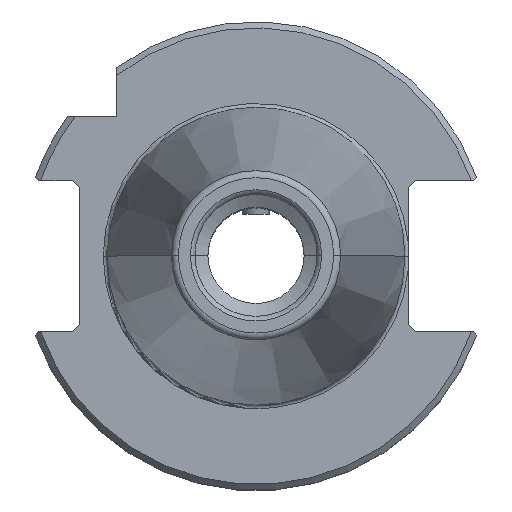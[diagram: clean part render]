
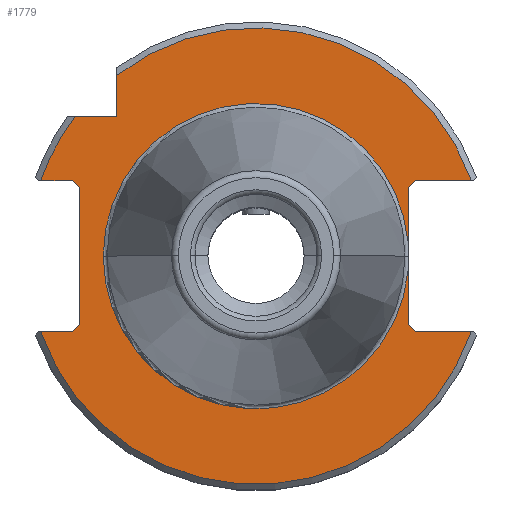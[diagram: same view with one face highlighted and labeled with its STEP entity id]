
A CAD part, top view. The second image highlights one B-rep face of the part: STEP entity #1779.
In plain terms, the highlighted planar face has unit normal (0, 0, 1).
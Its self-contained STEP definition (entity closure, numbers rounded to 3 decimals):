
#965=VERTEX_POINT('NONE',#2624);
#979=VERTEX_POINT('NONE',#2639);
#991=VERTEX_POINT('NONE',#2652);
#995=VERTEX_POINT('NONE',#2657);
#1057=VERTEX_POINT('NONE',#2728);
#1065=EDGE_CURVE('NONE',#1983,#979,#2736,.T.);
#1203=EDGE_CURVE('NONE',#1469,#1507,#2889,.T.);
#1253=EDGE_CURVE('NONE',#1885,#1295,#2944,.T.);
#1295=VERTEX_POINT('NONE',#2993);
#1303=VERTEX_POINT('NONE',#3002);
#1341=EDGE_CURVE('NONE',#1295,#2373,#3041,.T.);
#1405=EDGE_CURVE('NONE',#1983,#2185,#3112,.T.);
#1469=VERTEX_POINT('NONE',#3181);
#1507=VERTEX_POINT('NONE',#3224);
#1625=VERTEX_POINT('NONE',#3359);
#1643=EDGE_CURVE('NONE',#995,#1469,#3377,.T.);
#1739=EDGE_CURVE('NONE',#991,#1303,#3481,.T.);
#1755=VERTEX_POINT('NONE',#3497);
#1779=ADVANCED_FACE('NONE',(#3521),#3522,.F.);
#1781=EDGE_CURVE('NONE',#2339,#1625,#3524,.T.);
#1885=VERTEX_POINT('NONE',#3643);
#1889=EDGE_CURVE('NONE',#1057,#965,#3648,.T.);
#1893=EDGE_CURVE('NONE',#991,#1755,#3653,.T.);
#1983=VERTEX_POINT('NONE',#3754);
#2005=EDGE_CURVE('NONE',#2421,#1755,#3781,.T.);
#2015=EDGE_CURVE('NONE',#2185,#2409,#3792,.T.);
#2019=EDGE_CURVE('NONE',#965,#2373,#3796,.T.);
#2151=EDGE_CURVE('NONE',#1057,#1303,#3939,.T.);
#2185=VERTEX_POINT('NONE',#3976);
#2195=EDGE_CURVE('NONE',#2339,#995,#3986,.T.);
#2325=EDGE_CURVE('NONE',#1507,#2409,#4129,.T.);
#2339=VERTEX_POINT('NONE',#4144);
#2371=EDGE_CURVE('NONE',#2421,#1625,#4178,.T.);
#2373=VERTEX_POINT('NONE',#4180);
#2409=VERTEX_POINT('NONE',#4220);
#2421=VERTEX_POINT('NONE',#4234);
#2441=EDGE_CURVE('NONE',#979,#1885,#4255,.T.);
#2624=CARTESIAN_POINT('',(-14.85,14.85,-3.2));
#2639=CARTESIAN_POINT('',(16.2,7.3,-3.2));
#2652=CARTESIAN_POINT('',(-19.55,8.05,-3.2));
#2657=CARTESIAN_POINT('',(22.954,-8.05,-3.2));
#2728=CARTESIAN_POINT('',(-19.266,14.85,-3.2));
#2736=LINE('',#4662,#4663);
#2889=LINE('',#4922,#4923);
#2944=LINE('',#5012,#5013);
#2993=CARTESIAN_POINT('',(22.954,8.05,-3.2));
#3002=CARTESIAN_POINT('',(-22.954,8.05,-3.2));
#3041=CIRCLE('',#5169,24.325);
#3112=CIRCLE('',#5268,16.275);
#3181=CARTESIAN_POINT('',(16.95,-8.05,-3.2));
#3224=CARTESIAN_POINT('',(16.2,-7.3,-3.2));
#3359=CARTESIAN_POINT('',(-19.55,-8.05,-3.2));
#3377=LINE('',#5702,#5703);
#3481=LINE('',#5897,#5898);
#3497=CARTESIAN_POINT('',(-18.8,7.3,-3.2));
#3521=FACE_OUTER_BOUND('',#5956,.T.);
#3522=PLANE('',#5957);
#3524=LINE('',#5960,#5961);
#3643=CARTESIAN_POINT('',(16.95,8.05,-3.2));
#3648=LINE('',#6138,#6139);
#3653=LINE('',#6145,#6146);
#3754=CARTESIAN_POINT('',(16.2,1.561,-3.2));
#3781=LINE('',#6336,#6337);
#3792=CIRCLE('',#6352,16.275);
#3796=LINE('',#6357,#6358);
#3939=CIRCLE('',#6591,24.325);
#3976=CARTESIAN_POINT('',(-16.275,0.0,-3.2));
#3986=CIRCLE('',#6659,24.325);
#4129=LINE('',#6846,#6847);
#4144=CARTESIAN_POINT('',(-22.954,-8.05,-3.2));
#4178=LINE('',#6917,#6918);
#4180=CARTESIAN_POINT('',(-14.85,19.266,-3.2));
#4220=CARTESIAN_POINT('',(16.2,-1.561,-3.2));
#4234=CARTESIAN_POINT('',(-18.8,-7.3,-3.2));
#4255=LINE('',#7022,#7023);
#4662=CARTESIAN_POINT('',(16.2,-16.275,-3.2));
#4663=VECTOR('',#7394,1000.0);
#4922=CARTESIAN_POINT('',(12.587,-3.687,-3.2));
#4923=VECTOR('',#7572,1000.0);
#5012=CARTESIAN_POINT('',(0.0,8.05,-3.2));
#5013=VECTOR('',#7624,1000.0);
#5169=AXIS2_PLACEMENT_3D('',#7713,#7714,#7715);
#5268=AXIS2_PLACEMENT_3D('',#7806,#7807,#7808);
#5702=CARTESIAN_POINT('',(0.0,-8.05,-3.2));
#5703=VECTOR('',#8127,1000.0);
#5897=CARTESIAN_POINT('',(0.0,8.05,-3.2));
#5898=VECTOR('',#8250,1000.0);
#5956=EDGE_LOOP('',(#8265,#8266,#8267,#8268,#8269,#8270,#8271,#8272,#8273,#8274,#8275,#8276,#8277,#8278,#8279,#8280,#8281,#8282));
#5957=AXIS2_PLACEMENT_3D('',#8283,#8284,#8285);
#5960=CARTESIAN_POINT('',(0.0,-8.05,-3.2));
#5961=VECTOR('',#8286,1000.0);
#6138=CARTESIAN_POINT('',(0.,14.85,-3.2));
#6139=VECTOR('',#8473,1000.0);
#6145=CARTESIAN_POINT('',(2.387,-13.888,-3.2));
#6146=VECTOR('',#8483,1000.0);
#6336=CARTESIAN_POINT('',(-18.8,-16.275,-3.2));
#6337=VECTOR('',#8654,1000.0);
#6352=AXIS2_PLACEMENT_3D('',#8667,#8668,#8669);
#6357=CARTESIAN_POINT('',(-14.85,-16.275,-3.2));
#6358=VECTOR('',#8670,1000.0);
#6591=AXIS2_PLACEMENT_3D('',#8810,#8811,#8812);
#6659=AXIS2_PLACEMENT_3D('',#8851,#8852,#8853);
#6846=CARTESIAN_POINT('',(16.2,-16.275,-3.2));
#6847=VECTOR('',#9002,1000.0);
#6917=CARTESIAN_POINT('',(-13.888,-2.388,-3.2));
#6918=VECTOR('',#9044,1000.0);
#7022=CARTESIAN_POINT('',(-3.688,-12.587,-3.2));
#7023=VECTOR('',#9133,1000.0);
#7394=DIRECTION('',(0.0,1.0,-0.0));
#7572=DIRECTION('',(-0.707,0.707,0.0));
#7624=DIRECTION('',(1.0,0.0,0.0));
#7713=CARTESIAN_POINT('',(0.0,0.0,-3.2));
#7714=DIRECTION('',(0.0,0.0,1.0));
#7715=DIRECTION('',(-1.0,0.0,0.0));
#7806=CARTESIAN_POINT('',(0.0,0.0,-3.2));
#7807=DIRECTION('',(0.0,0.0,1.0));
#7808=DIRECTION('',(-1.0,0.0,0.0));
#8127=DIRECTION('',(-1.0,0.0,0.0));
#8250=DIRECTION('',(-1.0,0.0,-0.0));
#8265=ORIENTED_EDGE('',*,*,#2019,.F.);
#8266=ORIENTED_EDGE('',*,*,#1889,.F.);
#8267=ORIENTED_EDGE('',*,*,#2151,.T.);
#8268=ORIENTED_EDGE('',*,*,#1739,.F.);
#8269=ORIENTED_EDGE('',*,*,#1893,.T.);
#8270=ORIENTED_EDGE('',*,*,#2005,.F.);
#8271=ORIENTED_EDGE('',*,*,#2371,.T.);
#8272=ORIENTED_EDGE('',*,*,#1781,.F.);
#8273=ORIENTED_EDGE('',*,*,#2195,.T.);
#8274=ORIENTED_EDGE('',*,*,#1643,.T.);
#8275=ORIENTED_EDGE('',*,*,#1203,.T.);
#8276=ORIENTED_EDGE('',*,*,#2325,.T.);
#8277=ORIENTED_EDGE('',*,*,#2015,.F.);
#8278=ORIENTED_EDGE('',*,*,#1405,.F.);
#8279=ORIENTED_EDGE('',*,*,#1065,.T.);
#8280=ORIENTED_EDGE('',*,*,#2441,.T.);
#8281=ORIENTED_EDGE('',*,*,#1253,.T.);
#8282=ORIENTED_EDGE('',*,*,#1341,.T.);
#8283=CARTESIAN_POINT('',(0.0,-16.275,-3.2));
#8284=DIRECTION('',(0.0,0.0,-1.0));
#8285=DIRECTION('',(0.0,-1.0,0.0));
#8286=DIRECTION('',(1.0,0.0,0.0));
#8473=DIRECTION('',(1.0,0.,0.0));
#8483=DIRECTION('',(0.707,-0.707,0.0));
#8654=DIRECTION('',(0.0,1.0,-0.0));
#8667=CARTESIAN_POINT('',(0.0,0.0,-3.2));
#8668=DIRECTION('',(0.0,0.0,1.0));
#8669=DIRECTION('',(-1.0,0.0,0.0));
#8670=DIRECTION('',(0.,1.0,0.0));
#8810=CARTESIAN_POINT('',(0.0,0.0,-3.2));
#8811=DIRECTION('',(0.0,0.0,1.0));
#8812=DIRECTION('',(-1.0,0.0,0.0));
#8851=CARTESIAN_POINT('',(0.0,0.0,-3.2));
#8852=DIRECTION('',(0.0,0.0,1.0));
#8853=DIRECTION('',(-1.0,0.0,0.0));
#9002=DIRECTION('',(0.0,1.0,-0.0));
#9044=DIRECTION('',(-0.707,-0.707,0.0));
#9133=DIRECTION('',(0.707,0.707,0.0));
